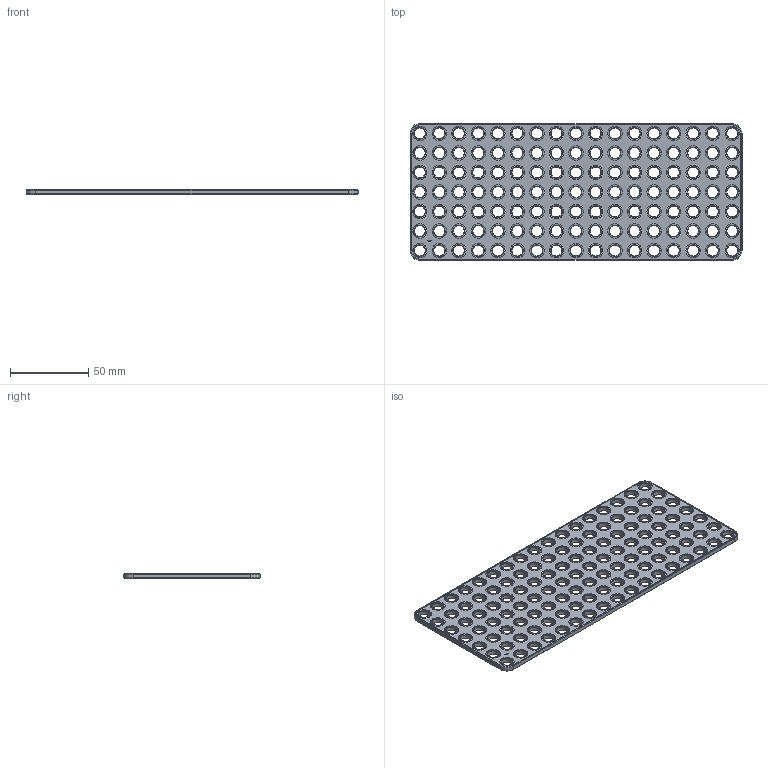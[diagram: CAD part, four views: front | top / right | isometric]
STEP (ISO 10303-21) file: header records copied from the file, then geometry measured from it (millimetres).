
FILE_DESCRIPTION(('FreeCAD Model'),'2;1');
FILE_NAME('Open CASCADE Shape Model','2024-10-08T23:39:59',(''),(''), 'Open CASCADE STEP processor 7.7','FreeCAD','Unknown');
FILE_SCHEMA(('AUTOMOTIVE_DESIGN { 1 0 10303 214 1 1 1 1 }'));
Length unit declared in the file: millimetre
Products named in the file (1): Plate RCT CRNR BU17x07x00.25 - SPN-PLT-0195 (stemfie.org)
Bounding box: 212.5 x 87.5 x 3.12 mm (x, y, z)
Volume: 41358 mm3; surface area: 37687 mm2
Topology: 1 solids, 1 shells, 1088 faces, 2551 edges, 1616 vertices
Faces by surface type: plane 446, cylinder 246, cone 246, extrusion 150
Full cylindrical faces by diameter (mm): 7 x119, 9.2 x119
Entity records: 31957 total; most frequent: CARTESIAN_POINT 6474, ORIENTED_EDGE 5102, DIRECTION 5017, EDGE_CURVE 2551, AXIS2_PLACEMENT_3D 1677, VECTOR 1663, VERTEX_POINT 1616, LINE 1513
